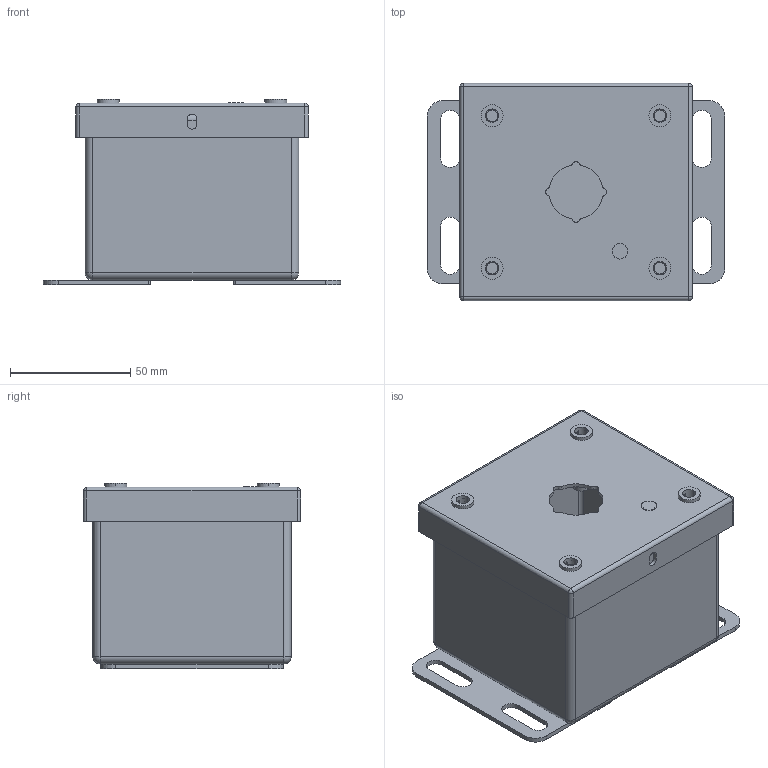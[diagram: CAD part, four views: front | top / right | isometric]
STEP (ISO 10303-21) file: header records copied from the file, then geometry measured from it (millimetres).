
FILE_DESCRIPTION (( 'STEP AP214' ), '1' );
FILE_NAME ('SCE-1PBI.STEP', '2022-05-12T18:34:52', ( '' ), ( '' ), 'SwSTEP 2.0', 'SolidWorks 2021', '' );
FILE_SCHEMA (( 'AUTOMOTIVE_DESIGN' ));
Length unit declared in the file: inch
Products named in the file (1): SCE-1PBI
Bounding box: 123.83 x 90.49 x 77.1 mm (x, y, z)
Volume: 87362.3 mm3; surface area: 114593.7 mm2
Topology: 15 solids, 15 shells, 426 faces, 1010 edges, 616 vertices
Faces by surface type: cylinder 188, plane 162, torus 40, sphere 24, cone 12
Full cylindrical faces by diameter (mm): 6.756 x4, 8.06 x4
Entity records: 16906 total; most frequent: DIRECTION 2300, CARTESIAN_POINT 2093, ORIENTED_EDGE 1956, EDGE_CURVE 978, AXIS2_PLACEMENT_3D 919, VERTEX_POINT 616, EDGE_LOOP 500, CIRCLE 492
